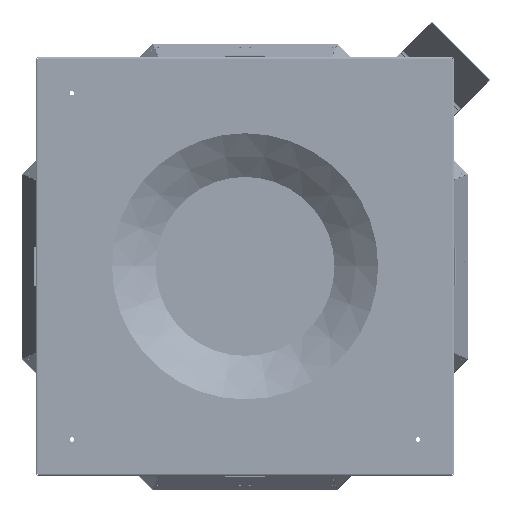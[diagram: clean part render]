
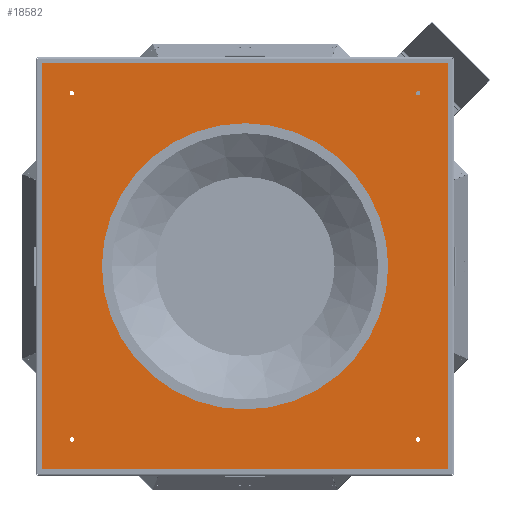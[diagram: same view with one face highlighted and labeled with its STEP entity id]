
A CAD part, top view. The second image highlights one B-rep face of the part: STEP entity #18582.
In plain terms, the highlighted planar face has unit normal (0, 0, 1).
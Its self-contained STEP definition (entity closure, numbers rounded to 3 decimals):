
#18582=ADVANCED_FACE('',(#55458,#55460,#55462,#55464,#55466,#55468),#55470,.T.);
#55458=FACE_BOUND('',#55459,.T.);
#55459=EDGE_LOOP('',(#84868,#84869,#84870,#84871));
#55460=FACE_BOUND('',#55461,.T.);
#55461=EDGE_LOOP('',(#84872));
#55462=FACE_BOUND('',#55463,.T.);
#55463=EDGE_LOOP('',(#84873));
#55464=FACE_BOUND('',#55465,.T.);
#55465=EDGE_LOOP('',(#84874));
#55466=FACE_BOUND('',#55467,.T.);
#55467=EDGE_LOOP('',(#84875));
#55468=FACE_BOUND('',#55469,.T.);
#55469=EDGE_LOOP('',(#84876));
#55470=PLANE('',#55471);
#55471=AXIS2_PLACEMENT_3D('',#55472,#55473,#55474);
#55472=CARTESIAN_POINT('',(0.,0.,3.));
#55473=DIRECTION('',(0.,0.,1.));
#55474=DIRECTION('',(-1.,0.,0.));
#84868=ORIENTED_EDGE('',*,*,#101969,.F.);
#84869=ORIENTED_EDGE('',*,*,#101970,.F.);
#84870=ORIENTED_EDGE('',*,*,#101971,.F.);
#84871=ORIENTED_EDGE('',*,*,#101972,.T.);
#84872=ORIENTED_EDGE('',*,*,#101973,.F.);
#84873=ORIENTED_EDGE('',*,*,#101974,.T.);
#84874=ORIENTED_EDGE('',*,*,#101975,.T.);
#84875=ORIENTED_EDGE('',*,*,#101976,.T.);
#84876=ORIENTED_EDGE('',*,*,#101977,.T.);
#101969=EDGE_CURVE('',#115957,#115958,#115959,.T.);
#101970=EDGE_CURVE('',#115960,#115957,#115961,.T.);
#101971=EDGE_CURVE('',#115962,#115960,#115963,.T.);
#101972=EDGE_CURVE('',#115962,#115958,#115964,.T.);
#101973=EDGE_CURVE('',#115965,#115965,#115966,.F.);
#101974=EDGE_CURVE('',#115967,#115967,#115968,.F.);
#101975=EDGE_CURVE('',#115969,#115969,#115970,.F.);
#101976=EDGE_CURVE('',#115971,#115971,#115972,.F.);
#101977=EDGE_CURVE('',#115973,#115973,#115974,.F.);
#115957=VERTEX_POINT('',#144996);
#115958=VERTEX_POINT('',#144997);
#115959=LINE('',#144998,#144999);
#115960=VERTEX_POINT('',#145001);
#115961=LINE('',#145002,#145003);
#115962=VERTEX_POINT('',#145005);
#115963=LINE('',#145006,#145007);
#115964=LINE('',#145009,#145010);
#115965=VERTEX_POINT('',#145012);
#115966=CIRCLE('',#145013,434.);
#115967=VERTEX_POINT('',#145017);
#115968=CIRCLE('',#145018,6.65);
#115969=VERTEX_POINT('',#145022);
#115970=CIRCLE('',#145023,6.65);
#115971=VERTEX_POINT('',#145027);
#115972=CIRCLE('',#145028,6.65);
#115973=VERTEX_POINT('',#145032);
#115974=CIRCLE('',#145033,6.65);
#144996=CARTESIAN_POINT('',(628.4,628.4,3.));
#144997=CARTESIAN_POINT('',(628.4,-628.4,3.));
#144998=CARTESIAN_POINT('',(628.4,628.4,3.));
#144999=VECTOR('',#145000,1.);
#145000=DIRECTION('',(0.,-1.,0.));
#145001=CARTESIAN_POINT('',(-628.4,628.4,3.));
#145002=CARTESIAN_POINT('',(-628.4,628.4,3.));
#145003=VECTOR('',#145004,1.);
#145004=DIRECTION('',(1.,0.,0.));
#145005=CARTESIAN_POINT('',(-628.4,-628.4,3.));
#145006=CARTESIAN_POINT('',(-628.4,-628.4,3.));
#145007=VECTOR('',#145008,1.);
#145008=DIRECTION('',(0.,1.,0.));
#145009=CARTESIAN_POINT('',(-628.4,-628.4,3.));
#145010=VECTOR('',#145011,1.);
#145011=DIRECTION('',(1.,0.,0.));
#145012=CARTESIAN_POINT('',(-434.,0.,3.));
#145013=AXIS2_PLACEMENT_3D('',#145014,#145015,#145016);
#145014=CARTESIAN_POINT('',(0.,0.,3.));
#145015=DIRECTION('',(-0.,-0.,-1.));
#145016=DIRECTION('',(-1.,0.,0.));
#145017=CARTESIAN_POINT('',(-518.35,525.,3.));
#145018=AXIS2_PLACEMENT_3D('',#145019,#145020,#145021);
#145019=CARTESIAN_POINT('',(-525.,525.,3.));
#145020=DIRECTION('',(0.,0.,1.));
#145021=DIRECTION('',(1.,0.,-0.));
#145022=CARTESIAN_POINT('',(-518.35,-525.,3.));
#145023=AXIS2_PLACEMENT_3D('',#145024,#145025,#145026);
#145024=CARTESIAN_POINT('',(-525.,-525.,3.));
#145025=DIRECTION('',(0.,0.,1.));
#145026=DIRECTION('',(1.,0.,-0.));
#145027=CARTESIAN_POINT('',(518.35,-525.,3.));
#145028=AXIS2_PLACEMENT_3D('',#145029,#145030,#145031);
#145029=CARTESIAN_POINT('',(525.,-525.,3.));
#145030=DIRECTION('',(0.,0.,1.));
#145031=DIRECTION('',(-1.,0.,0.));
#145032=CARTESIAN_POINT('',(518.35,525.,3.));
#145033=AXIS2_PLACEMENT_3D('',#145034,#145035,#145036);
#145034=CARTESIAN_POINT('',(525.,525.,3.));
#145035=DIRECTION('',(0.,0.,1.));
#145036=DIRECTION('',(-1.,0.,0.));
